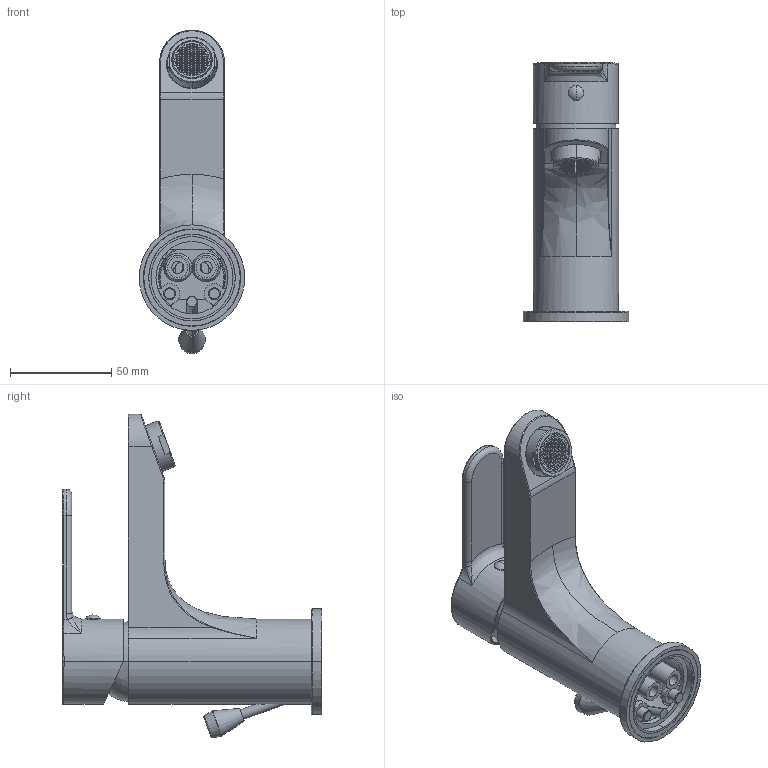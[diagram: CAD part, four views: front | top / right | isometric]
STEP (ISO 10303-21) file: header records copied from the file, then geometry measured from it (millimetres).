
FILE_DESCRIPTION((''),'2;1');
FILE_NAME('BLU075CR','2021-04-30T13:07:55',('ut3'),('PAFFONI SpA'),'CREO PARAMETRIC BY PTC INC, 2020044','CREO PARAMETRIC BY PTC INC, 2020044','');
FILE_SCHEMA(('CONFIG_CONTROL_DESIGN','SHAPE_APPEARANCE_LAYERS_GROUPS'));
Length unit declared in the file: millimetre
Products named in the file (1): BLU075CR
Bounding box: 52 x 127.7 x 159.57 mm (x, y, z)
Volume: 126876.3 mm3; surface area: 94457.5 mm2
Topology: 3 solids, 3 shells, 2670 faces, 7603 edges, 4906 vertices
Faces by surface type: plane 1914, cylinder 466, torus 115, cone 94, bspline 65, sphere 16
Entity records: 105191 total; most frequent: CARTESIAN_POINT 24572, ORIENTED_EDGE 15182, DIRECTION 14653, EDGE_CURVE 7591, VECTOR 4917, LINE 4917, VERTEX_POINT 4906, AXIS2_PLACEMENT_3D 4868
